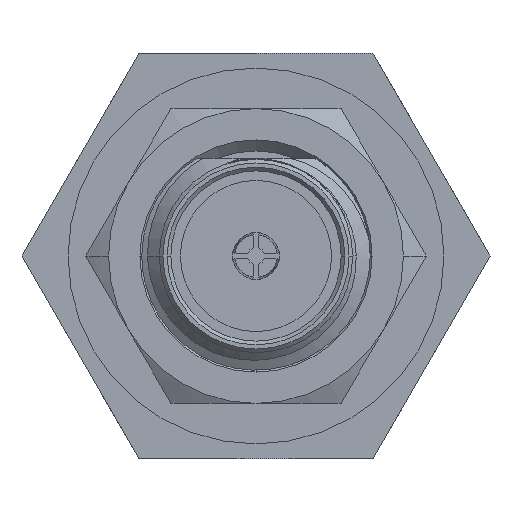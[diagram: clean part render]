
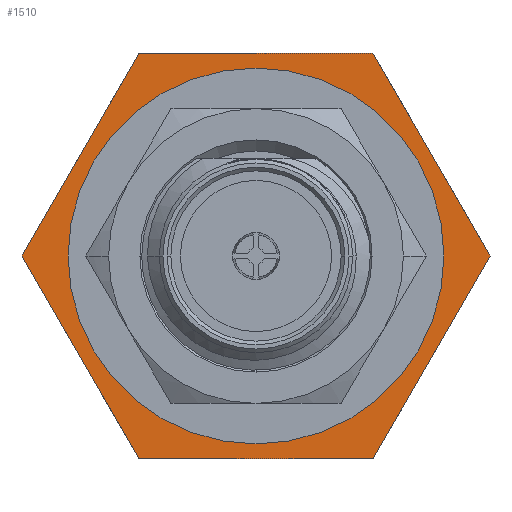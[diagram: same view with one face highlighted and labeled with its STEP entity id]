
A CAD part, left-side view. The second image highlights one B-rep face of the part: STEP entity #1510.
In plain terms, the highlighted planar face has unit normal (-1, 0, 0).
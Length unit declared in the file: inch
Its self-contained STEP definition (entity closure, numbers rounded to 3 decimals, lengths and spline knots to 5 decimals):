
#70 = LINE ( 'NONE', #977, #3890 ) ;
#315 = ORIENTED_EDGE ( 'NONE', *, *, #7969, .T. ) ;
#326 = ORIENTED_EDGE ( 'NONE', *, *, #6622, .T. ) ;
#547 = EDGE_CURVE ( 'NONE', #610, #2556, #3393, .T. ) ;
#610 = VERTEX_POINT ( 'NONE', #1332 ) ;
#659 = CIRCLE ( 'NONE', #1939, 0.19094 ) ;
#705 = CARTESIAN_POINT ( 'NONE',  ( 0.41339, 0.19094, 0. ) ) ;
#764 = VECTOR ( 'NONE', #7008, 39.37008 ) ;
#977 = CARTESIAN_POINT ( 'NONE',  ( 0.41339, 0.25003, 0. ) ) ;
#992 = VERTEX_POINT ( 'NONE', #9125 ) ;
#999 = CARTESIAN_POINT ( 'NONE',  ( 0.41339, 0.25003, 0. ) ) ;
#1133 = CARTESIAN_POINT ( 'NONE',  ( 0.41339, 0.12502, 0.21654 ) ) ;
#1228 = DIRECTION ( 'NONE',  ( 0., -0.5, -0.866 ) ) ;
#1275 = CARTESIAN_POINT ( 'NONE',  ( 0.41339, -0.12502, 0.21654 ) ) ;
#1332 = CARTESIAN_POINT ( 'NONE',  ( 0.41339, 0.12502, -0.21654 ) ) ;
#1355 = PLANE ( 'NONE',  #8697 ) ;
#1510 = ADVANCED_FACE ( 'NONE', ( #8154, #1921 ), #1355, .T. ) ;
#1530 = VECTOR ( 'NONE', #1938, 39.37008 ) ;
#1759 = EDGE_CURVE ( 'NONE', #9532, #4925, #9048, .T. ) ;
#1791 = CARTESIAN_POINT ( 'NONE',  ( 0.41339, -0.12502, -0.21654 ) ) ;
#1795 = CARTESIAN_POINT ( 'NONE',  ( 0.41339, -0.25003, 0. ) ) ;
#1921 = FACE_OUTER_BOUND ( 'NONE', #5465, .T. ) ;
#1938 = DIRECTION ( 'NONE',  ( 0., 0.5, 0.866 ) ) ;
#1939 = AXIS2_PLACEMENT_3D ( 'NONE', #5976, #3604, #3792 ) ;
#2016 = DIRECTION ( 'NONE',  ( 0., 1., 0. ) ) ;
#2556 = VERTEX_POINT ( 'NONE', #999 ) ;
#2624 = EDGE_CURVE ( 'NONE', #3777, #992, #4042, .T. ) ;
#2644 = CARTESIAN_POINT ( 'NONE',  ( 0.41339, 0.12502, -0.21654 ) ) ;
#2860 = ORIENTED_EDGE ( 'NONE', *, *, #5099, .F. ) ;
#3393 = LINE ( 'NONE', #2644, #1530 ) ;
#3422 = DIRECTION ( 'NONE',  ( -1., 0., 0. ) ) ;
#3604 = DIRECTION ( 'NONE',  ( 1., 0., 0. ) ) ;
#3614 = LINE ( 'NONE', #1275, #8305 ) ;
#3736 = AXIS2_PLACEMENT_3D ( 'NONE', #5401, #4174, #2016 ) ;
#3777 = VERTEX_POINT ( 'NONE', #6865 ) ;
#3792 = DIRECTION ( 'NONE',  ( 0., 1., 0. ) ) ;
#3890 = VECTOR ( 'NONE', #6932, 39.37008 ) ;
#4042 = LINE ( 'NONE', #1795, #764 ) ;
#4077 = CARTESIAN_POINT ( 'NONE',  ( 0.41339, -0.12502, 0.21654 ) ) ;
#4174 = DIRECTION ( 'NONE',  ( 1., 0., 0. ) ) ;
#4538 = DIRECTION ( 'NONE',  ( 0., -1., 0. ) ) ;
#4925 = VERTEX_POINT ( 'NONE', #4077 ) ;
#5092 = DIRECTION ( 'NONE',  ( 0., -1., 0. ) ) ;
#5099 = EDGE_CURVE ( 'NONE', #4925, #3777, #3614, .T. ) ;
#5401 = CARTESIAN_POINT ( 'NONE',  ( 0.41339, 0., 0. ) ) ;
#5465 = EDGE_LOOP ( 'NONE', ( #5520, #8895, #8197, #6217, #2860, #9609 ) ) ;
#5520 = ORIENTED_EDGE ( 'NONE', *, *, #6493, .F. ) ;
#5976 = CARTESIAN_POINT ( 'NONE',  ( 0.41339, 0., 0. ) ) ;
#6217 = ORIENTED_EDGE ( 'NONE', *, *, #2624, .F. ) ;
#6221 = VECTOR ( 'NONE', #9441, 39.37008 ) ;
#6493 = EDGE_CURVE ( 'NONE', #2556, #9532, #70, .T. ) ;
#6601 = CARTESIAN_POINT ( 'NONE',  ( 0.41339, -0.19094, 0. ) ) ;
#6622 = EDGE_CURVE ( 'NONE', #9542, #8010, #7536, .T. ) ;
#6719 = EDGE_LOOP ( 'NONE', ( #315, #326 ) ) ;
#6865 = CARTESIAN_POINT ( 'NONE',  ( 0.41339, -0.25003, 0. ) ) ;
#6932 = DIRECTION ( 'NONE',  ( 0., -0.5, 0.866 ) ) ;
#7008 = DIRECTION ( 'NONE',  ( 0., 0.5, -0.866 ) ) ;
#7260 = LINE ( 'NONE', #1791, #6221 ) ;
#7372 = CARTESIAN_POINT ( 'NONE',  ( 0.41339, 0.25003, 0. ) ) ;
#7536 = CIRCLE ( 'NONE', #3736, 0.19094 ) ;
#7969 = EDGE_CURVE ( 'NONE', #8010, #9542, #659, .T. ) ;
#8010 = VERTEX_POINT ( 'NONE', #705 ) ;
#8154 = FACE_BOUND ( 'NONE', #6719, .T. ) ;
#8197 = ORIENTED_EDGE ( 'NONE', *, *, #8285, .F. ) ;
#8285 = EDGE_CURVE ( 'NONE', #992, #610, #7260, .T. ) ;
#8296 = CARTESIAN_POINT ( 'NONE',  ( 0.41339, 0.12502, 0.21654 ) ) ;
#8305 = VECTOR ( 'NONE', #1228, 39.37008 ) ;
#8697 = AXIS2_PLACEMENT_3D ( 'NONE', #7372, #3422, #5092 ) ;
#8703 = VECTOR ( 'NONE', #4538, 39.37008 ) ;
#8895 = ORIENTED_EDGE ( 'NONE', *, *, #547, .F. ) ;
#9048 = LINE ( 'NONE', #8296, #8703 ) ;
#9125 = CARTESIAN_POINT ( 'NONE',  ( 0.41339, -0.12502, -0.21654 ) ) ;
#9441 = DIRECTION ( 'NONE',  ( 0., 1., 0. ) ) ;
#9532 = VERTEX_POINT ( 'NONE', #1133 ) ;
#9542 = VERTEX_POINT ( 'NONE', #6601 ) ;
#9609 = ORIENTED_EDGE ( 'NONE', *, *, #1759, .F. ) ;
